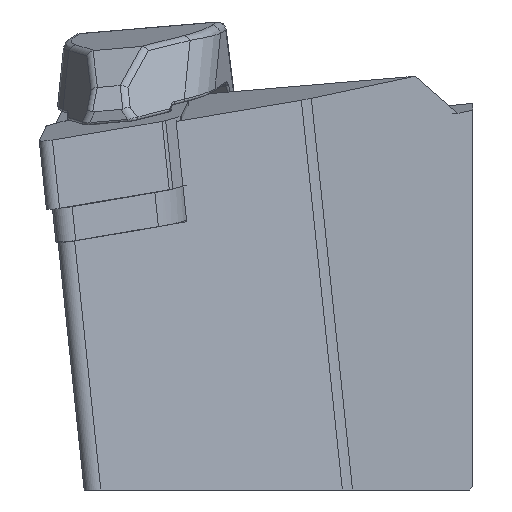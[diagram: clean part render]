
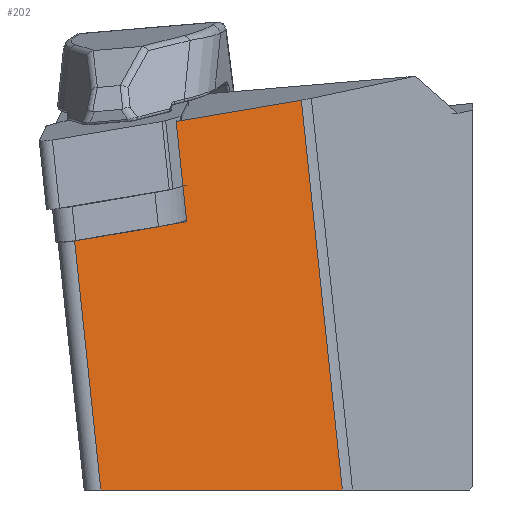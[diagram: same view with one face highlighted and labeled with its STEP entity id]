
A CAD part, left-side view. The second image highlights one B-rep face of the part: STEP entity #202.
In plain terms, the highlighted planar face has unit normal (-0.849, -0.527, -0.034).
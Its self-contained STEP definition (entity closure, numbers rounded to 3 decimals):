
#202=ADVANCED_FACE('',(#402),#338,.F.);
#338=PLANE('',#2341);
#402=FACE_OUTER_BOUND('',#532,.T.);
#532=EDGE_LOOP('',(#1115,#1116,#1117,#1118,#1119,#1120,#1121));
#663=LINE('',#3242,#859);
#670=LINE('',#3263,#866);
#709=LINE('',#3341,#905);
#710=LINE('',#3343,#906);
#711=LINE('',#3345,#907);
#712=LINE('',#3347,#908);
#713=LINE('',#3348,#909);
#859=VECTOR('',#2568,1.);
#866=VECTOR('',#2585,1.);
#905=VECTOR('',#2642,1.);
#906=VECTOR('',#2643,1.);
#907=VECTOR('',#2644,1.);
#908=VECTOR('',#2645,1.);
#909=VECTOR('',#2646,1.);
#1115=ORIENTED_EDGE('',*,*,#1972,.T.);
#1116=ORIENTED_EDGE('',*,*,#1973,.T.);
#1117=ORIENTED_EDGE('',*,*,#1974,.F.);
#1118=ORIENTED_EDGE('',*,*,#1975,.T.);
#1119=ORIENTED_EDGE('',*,*,#1932,.F.);
#1120=ORIENTED_EDGE('',*,*,#1976,.T.);
#1121=ORIENTED_EDGE('',*,*,#1923,.T.);
#1717=VERTEX_POINT('',#3240);
#1719=VERTEX_POINT('',#3243);
#1727=VERTEX_POINT('',#3262);
#1728=VERTEX_POINT('',#3264);
#1758=VERTEX_POINT('',#3342);
#1759=VERTEX_POINT('',#3344);
#1760=VERTEX_POINT('',#3346);
#1923=EDGE_CURVE('',#1719,#1717,#663,.T.);
#1932=EDGE_CURVE('',#1727,#1728,#670,.T.);
#1972=EDGE_CURVE('',#1717,#1758,#709,.T.);
#1973=EDGE_CURVE('',#1758,#1759,#710,.T.);
#1974=EDGE_CURVE('',#1760,#1759,#711,.T.);
#1975=EDGE_CURVE('',#1760,#1728,#712,.T.);
#1976=EDGE_CURVE('',#1727,#1719,#713,.T.);
#2341=AXIS2_PLACEMENT_3D('',#3349,#2647,#2648);
#2568=DIRECTION('',(-0.518,0.843,-0.143));
#2585=DIRECTION('',(0.518,-0.843,0.143));
#2642=DIRECTION('',(-0.518,0.843,-0.143));
#2643=DIRECTION('',(0.105,-0.104,-0.989));
#2644=DIRECTION('',(-0.527,0.85,0.));
#2645=DIRECTION('',(-0.105,0.104,0.989));
#2646=DIRECTION('',(0.105,-0.104,-0.989));
#2647=DIRECTION('',(0.849,0.527,0.034));
#2648=DIRECTION('',(0.527,-0.85,0.));
#3240=CARTESIAN_POINT('',(8.663,27.768,-7.535));
#3242=CARTESIAN_POINT('',(3.2,36.668,-9.048));
#3243=CARTESIAN_POINT('',(9.537,26.345,-7.293));
#3262=CARTESIAN_POINT('',(8.562,27.314,1.935));
#3263=CARTESIAN_POINT('',(2.224,37.638,0.18));
#3264=CARTESIAN_POINT('',(15.639,15.785,3.895));
#3341=CARTESIAN_POINT('',(3.2,36.668,-9.048));
#3342=CARTESIAN_POINT('',(3.2,36.668,-9.048));
#3343=CARTESIAN_POINT('',(6.364,33.521,-38.987));
#3344=CARTESIAN_POINT('',(5.625,34.256,-32.));
#3345=CARTESIAN_POINT('',(6.16,33.395,-32.));
#3346=CARTESIAN_POINT('',(19.433,12.012,-32.));
#3347=CARTESIAN_POINT('',(19.779,11.668,-35.273));
#3348=CARTESIAN_POINT('',(8.492,27.384,2.597));
#3349=CARTESIAN_POINT('',(6.364,33.521,-38.987));
